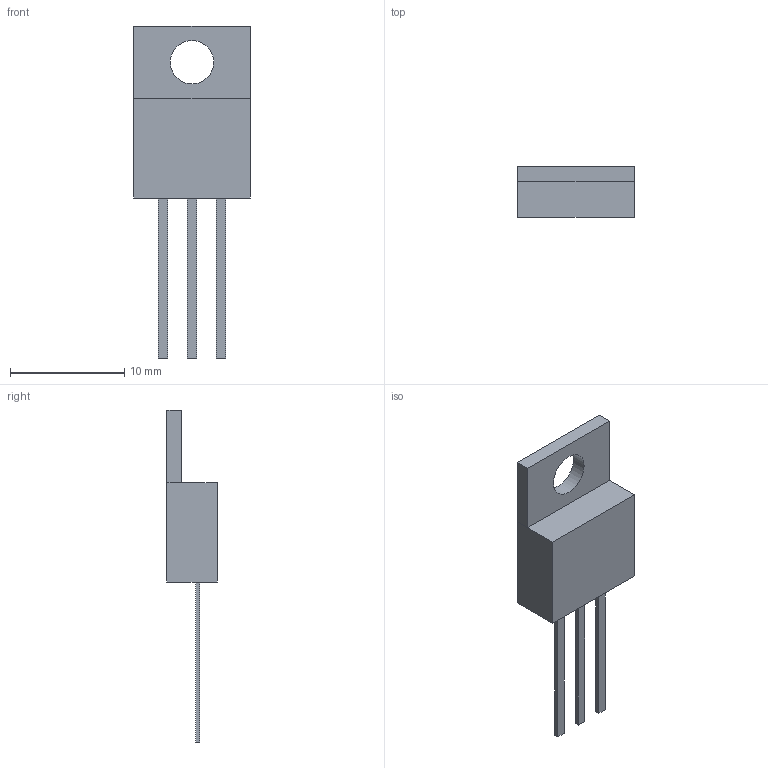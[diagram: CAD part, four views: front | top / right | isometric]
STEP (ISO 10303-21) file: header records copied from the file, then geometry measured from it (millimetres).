
FILE_DESCRIPTION(('FreeCAD Model'),'2;1');
FILE_NAME('Open CASCADE Shape Model','2024-03-04T16:40:47',('Remi Peuchot'),(''),'Open CASCADE STEP processor 7.5','FreeCAD','Unknown');
FILE_SCHEMA(('AUTOMOTIVE_DESIGN { 1 0 10303 214 1 1 1 1 }'));
Length unit declared in the file: millimetre
Products named in the file (3): LinkGroup; Matrix_Union; Group
Assembly tree (2 placements, depth 2):
  LinkGroup
    Matrix_Union
    Group
Bounding box: 10.16 x 4.4 x 29.05 mm (x, y, z)
Volume: 470.8 mm3; surface area: 582.1 mm2
Topology: 4 solids, 4 shells, 30 faces, 62 edges, 40 vertices
Faces by surface type: plane 29, cylinder 1
Full cylindrical faces by diameter (mm): 3.8 x1
Entity records: 547 total; most frequent: ORIENTED_EDGE 94, EDGE_CURVE 62, LINE 58, CARTESIAN_POINT 45, VERTEX_POINT 40, AXIS2_PLACEMENT_3D 33, FACE_BOUND 32, EDGE_LOOP 32
